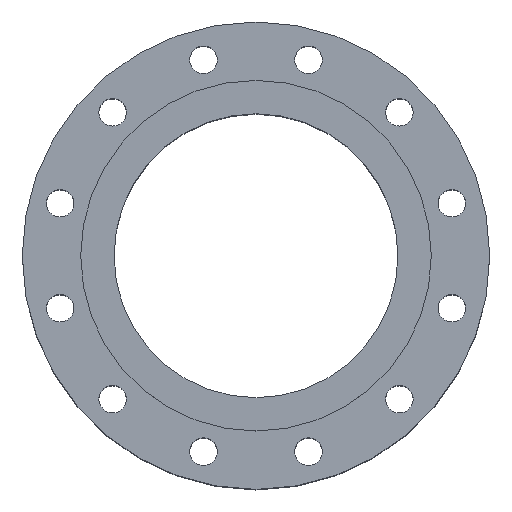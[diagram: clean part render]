
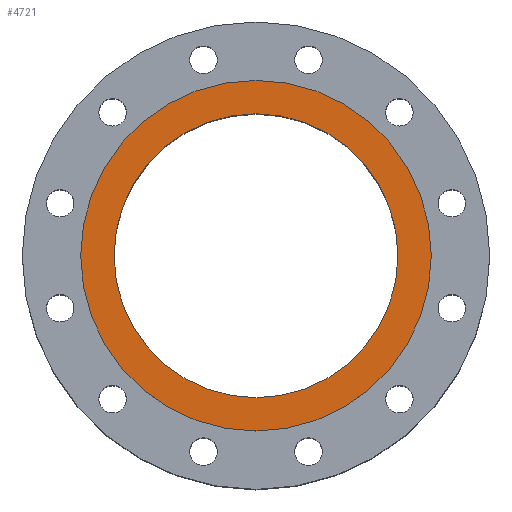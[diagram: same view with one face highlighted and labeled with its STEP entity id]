
A CAD part, top view. The second image highlights one B-rep face of the part: STEP entity #4721.
In plain terms, the highlighted planar face has unit normal (0, 0, 1).
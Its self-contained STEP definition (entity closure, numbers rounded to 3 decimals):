
#807 = VERTEX_POINT ( 'NONE', #14356 ) ;
#1995 = DIRECTION ( 'NONE',  ( 0., 0., 1. ) ) ;
#2522 = VERTEX_POINT ( 'NONE', #7103 ) ;
#2825 = FACE_OUTER_BOUND ( 'NONE', #16869, .T. ) ;
#2961 = EDGE_LOOP ( 'NONE', ( #13621, #21178 ) ) ;
#4004 = DIRECTION ( 'NONE',  ( 1., 0., 0. ) ) ;
#4721 = ADVANCED_FACE ( 'NONE', ( #7918, #2825 ), #10283, .F. ) ;
#5312 = CIRCLE ( 'NONE', #9073, 103.25 ) ;
#5844 = CARTESIAN_POINT ( 'NONE',  ( -103.25, 0., 0. ) ) ;
#6489 = DIRECTION ( 'NONE',  ( 0., 0., 1. ) ) ;
#6865 = EDGE_CURVE ( 'NONE', #24151, #2522, #28828, .T. ) ;
#7103 = CARTESIAN_POINT ( 'NONE',  ( -127.5, 0., 0. ) ) ;
#7394 = DIRECTION ( 'NONE',  ( 1., 0., 0. ) ) ;
#7918 = FACE_BOUND ( 'NONE', #2961, .T. ) ;
#8065 = CARTESIAN_POINT ( 'NONE',  ( 0., 127.5, 0. ) ) ;
#9073 = AXIS2_PLACEMENT_3D ( 'NONE', #22140, #1995, #26695 ) ;
#9170 = DIRECTION ( 'NONE',  ( 0., 0., 1. ) ) ;
#9460 = CARTESIAN_POINT ( 'NONE',  ( 0., 0., 0. ) ) ;
#10283 = PLANE ( 'NONE',  #13204 ) ;
#10455 = EDGE_CURVE ( 'NONE', #22415, #807, #5312, .T. ) ;
#11056 = CARTESIAN_POINT ( 'NONE',  ( 0., 0., 0. ) ) ;
#11091 = CIRCLE ( 'NONE', #18128, 127.5 ) ;
#11199 = CIRCLE ( 'NONE', #23378, 103.25 ) ;
#13204 = AXIS2_PLACEMENT_3D ( 'NONE', #8065, #25303, #27225 ) ;
#13621 = ORIENTED_EDGE ( 'NONE', *, *, #27832, .F. ) ;
#14322 = ORIENTED_EDGE ( 'NONE', *, *, #15480, .T. ) ;
#14356 = CARTESIAN_POINT ( 'NONE',  ( 103.25, 0., 0. ) ) ;
#15480 = EDGE_CURVE ( 'NONE', #2522, #24151, #11091, .T. ) ;
#15930 = CARTESIAN_POINT ( 'NONE',  ( 0., 0., 0. ) ) ;
#16139 = AXIS2_PLACEMENT_3D ( 'NONE', #9460, #23267, #16354 ) ;
#16354 = DIRECTION ( 'NONE',  ( 1., 0., 0. ) ) ;
#16869 = EDGE_LOOP ( 'NONE', ( #27737, #14322 ) ) ;
#18109 = CARTESIAN_POINT ( 'NONE',  ( 127.5, 0., 0. ) ) ;
#18128 = AXIS2_PLACEMENT_3D ( 'NONE', #15930, #9170, #7394 ) ;
#21178 = ORIENTED_EDGE ( 'NONE', *, *, #10455, .F. ) ;
#22140 = CARTESIAN_POINT ( 'NONE',  ( 0., 0., 0. ) ) ;
#22415 = VERTEX_POINT ( 'NONE', #5844 ) ;
#23267 = DIRECTION ( 'NONE',  ( 0., 0., 1. ) ) ;
#23378 = AXIS2_PLACEMENT_3D ( 'NONE', #11056, #6489, #4004 ) ;
#24151 = VERTEX_POINT ( 'NONE', #18109 ) ;
#25303 = DIRECTION ( 'NONE',  ( 0., 0., -1. ) ) ;
#26695 = DIRECTION ( 'NONE',  ( 1., 0., 0. ) ) ;
#27225 = DIRECTION ( 'NONE',  ( -1., 0., 0. ) ) ;
#27737 = ORIENTED_EDGE ( 'NONE', *, *, #6865, .T. ) ;
#27832 = EDGE_CURVE ( 'NONE', #807, #22415, #11199, .T. ) ;
#28828 = CIRCLE ( 'NONE', #16139, 127.5 ) ;
